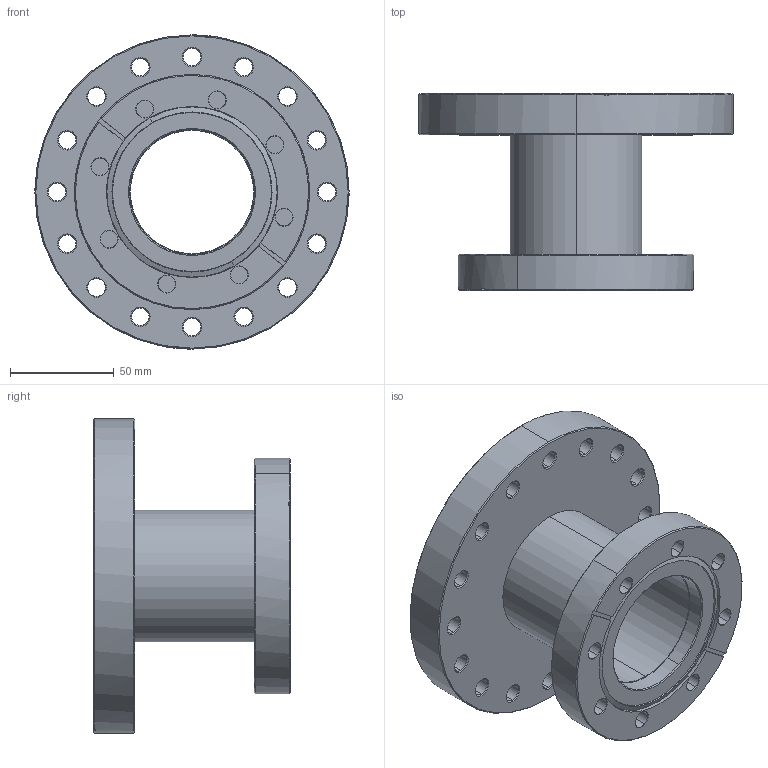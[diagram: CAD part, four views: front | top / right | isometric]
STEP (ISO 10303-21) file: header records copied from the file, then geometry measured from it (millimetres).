
FILE_DESCRIPTION (( 'STEP AP214' ), '1' );
FILE_NAME ('Hositrad_CFA100-63LR.STEP', '2017-03-02T13:28:42', ( 'Gebruiker' ), ( '' ), 'SwSTEP 2.0', 'SolidWorks 2017', '' );
FILE_SCHEMA (( 'AUTOMOTIVE_DESIGN' ));
Length unit declared in the file: millimetre
Products named in the file (4): NW63CFR-weld_Tube63.5; Tube63.5_L83,1; Hositrad_CFA100-63LR; NW100CF-hole63.7
Assembly tree (3 placements, depth 2):
  Hositrad_CFA100-63LR
    NW100CF-hole63.7
    Tube63.5_L83,1
    NW63CFR-weld_Tube63.5
Bounding box: 151.6 x 95 x 151.6 mm (x, y, z)
Volume: 406115.5 mm3; surface area: 117455.3 mm2
Topology: 4 solids, 4 shells, 218 faces, 508 edges, 300 vertices
Faces by surface type: cone 118, cylinder 72, plane 26, torus 2
Entity records: 7017 total; most frequent: DIRECTION 1230, CARTESIAN_POINT 1056, ORIENTED_EDGE 1016, EDGE_CURVE 508, AXIS2_PLACEMENT_3D 506, VERTEX_POINT 300, CIRCLE 282, EDGE_LOOP 276
